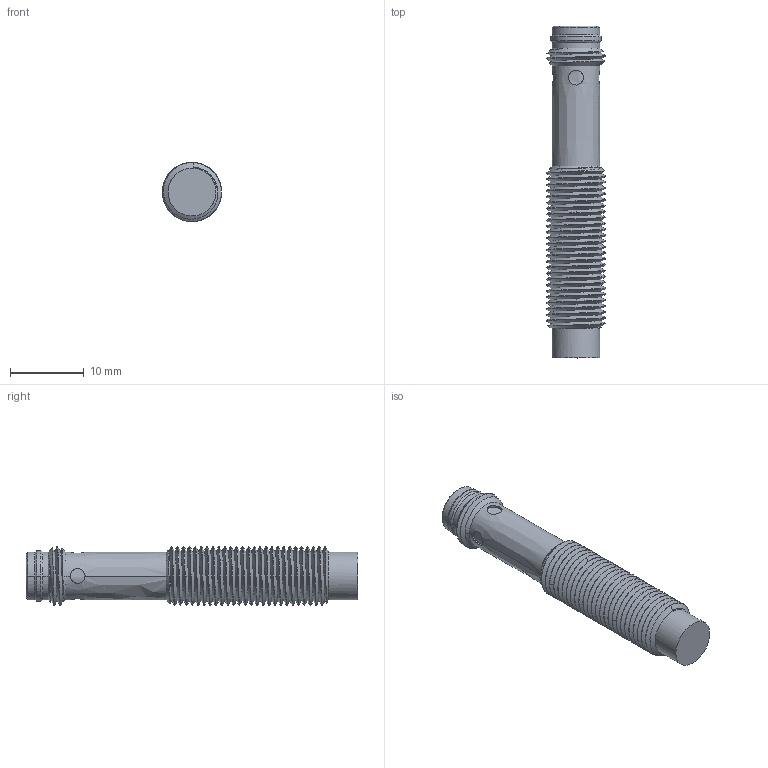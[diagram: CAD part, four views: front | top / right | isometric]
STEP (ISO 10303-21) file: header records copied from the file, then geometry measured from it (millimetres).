
FILE_DESCRIPTION( ('This file contains a STEP AP42 implementation' ,'as created by ZW3D STEP Interface translator.') ,'2;1' );
FILE_NAME( 'FCS2-0802X-XCS3.stp' ,'20 6 3.144359', (''), ('ZWCAD Software Co.'), 'Version 1.0', 'ZW3D to STEP translator', '' );
FILE_SCHEMA(('AUTOMOTIVE_DESIGN'));
Length unit declared in the file: millimetre
Products named in the file (2): 0; FCS1-0801X-XCS3
Bounding box: 8 x 45 x 8 mm (x, y, z)
Volume: 1574.8 mm3; surface area: 1728.6 mm2
Topology: 1 solids, 1 shells, 127 faces, 341 edges, 213 vertices
Faces by surface type: bspline 127
Entity records: 11900 total; most frequent: CARTESIAN_POINT 9833, ORIENTED_EDGE 670, EDGE_CURVE 335, B_SPLINE_CURVE_WITH_KNOTS 274, VERTEX_POINT 213, EDGE_LOOP 130, FACE_OUTER_BOUND 127, ADVANCED_FACE 127
